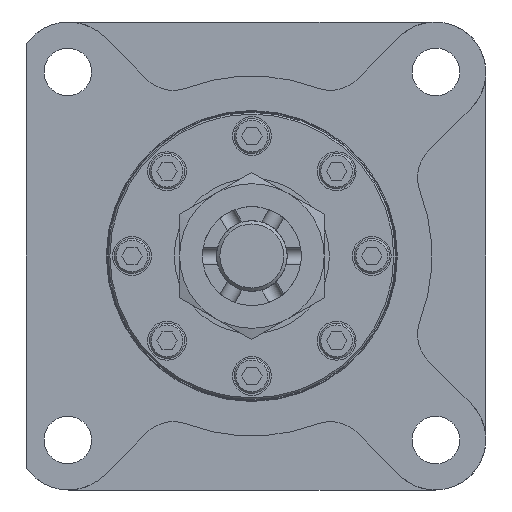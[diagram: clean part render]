
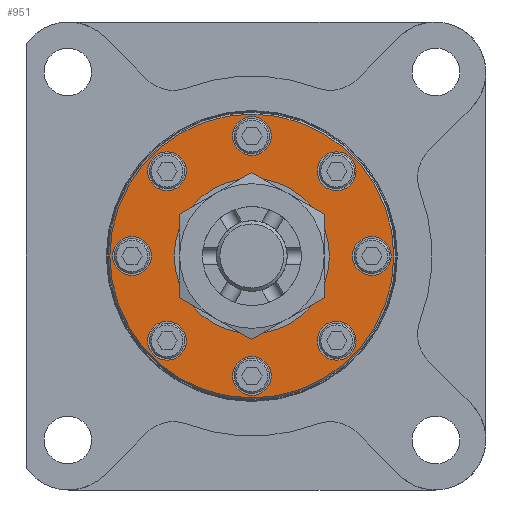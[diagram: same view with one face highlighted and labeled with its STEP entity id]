
A CAD part, left-side view. The second image highlights one B-rep face of the part: STEP entity #951.
In plain terms, the highlighted planar face has unit normal (-1, 0, 0).
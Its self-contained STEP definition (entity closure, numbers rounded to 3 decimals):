
#951 = ADVANCED_FACE( '', ( #2089, #2090, #2091, #2092, #2093, #2094, #2095, #2096, #2097, #2098 ), #2099, .F. );
#2089 = FACE_OUTER_BOUND( '', #3362, .T. );
#2090 = FACE_BOUND( '', #3363, .T. );
#2091 = FACE_BOUND( '', #3364, .T. );
#2092 = FACE_BOUND( '', #3365, .T. );
#2093 = FACE_BOUND( '', #3366, .T. );
#2094 = FACE_BOUND( '', #3367, .T. );
#2095 = FACE_BOUND( '', #3368, .T. );
#2096 = FACE_BOUND( '', #3369, .T. );
#2097 = FACE_BOUND( '', #3370, .T. );
#2098 = FACE_BOUND( '', #3371, .T. );
#2099 = PLANE( '', #3372 );
#3362 = EDGE_LOOP( '', ( #5755 ) );
#3363 = EDGE_LOOP( '', ( #5756 ) );
#3364 = EDGE_LOOP( '', ( #5757 ) );
#3365 = EDGE_LOOP( '', ( #5758 ) );
#3366 = EDGE_LOOP( '', ( #5759 ) );
#3367 = EDGE_LOOP( '', ( #5760 ) );
#3368 = EDGE_LOOP( '', ( #5761 ) );
#3369 = EDGE_LOOP( '', ( #5762 ) );
#3370 = EDGE_LOOP( '', ( #5763 ) );
#3371 = EDGE_LOOP( '', ( #5764 ) );
#3372 = AXIS2_PLACEMENT_3D( '', #5765, #5766, #5767 );
#5755 = ORIENTED_EDGE( '', *, *, #7457, .F. );
#5756 = ORIENTED_EDGE( '', *, *, #7256, .F. );
#5757 = ORIENTED_EDGE( '', *, *, #7271, .T. );
#5758 = ORIENTED_EDGE( '', *, *, #7206, .T. );
#5759 = ORIENTED_EDGE( '', *, *, #7605, .T. );
#5760 = ORIENTED_EDGE( '', *, *, #7606, .T. );
#5761 = ORIENTED_EDGE( '', *, *, #7400, .T. );
#5762 = ORIENTED_EDGE( '', *, *, #6952, .T. );
#5763 = ORIENTED_EDGE( '', *, *, #7121, .T. );
#5764 = ORIENTED_EDGE( '', *, *, #7227, .T. );
#5765 = CARTESIAN_POINT( '', ( 0., 0., 0. ) );
#5766 = DIRECTION( '', ( 1., 0., 0. ) );
#5767 = DIRECTION( '', ( 0., 0., -1. ) );
#6952 = EDGE_CURVE( '', #8231, #8231, #8232, .T. );
#7121 = EDGE_CURVE( '', #8506, #8506, #8507, .T. );
#7206 = EDGE_CURVE( '', #8635, #8635, #8636, .T. );
#7227 = EDGE_CURVE( '', #8668, #8668, #8669, .T. );
#7256 = EDGE_CURVE( '', #8708, #8708, #8709, .F. );
#7271 = EDGE_CURVE( '', #8730, #8730, #8731, .T. );
#7400 = EDGE_CURVE( '', #8910, #8910, #8911, .T. );
#7457 = EDGE_CURVE( '', #8993, #8993, #8994, .T. );
#7605 = EDGE_CURVE( '', #9193, #9193, #9194, .T. );
#7606 = EDGE_CURVE( '', #9195, #9195, #9196, .T. );
#8231 = VERTEX_POINT( '', #10310 );
#8232 = CIRCLE( '', #10311, 5.5 );
#8506 = VERTEX_POINT( '', #10882 );
#8507 = CIRCLE( '', #10883, 5.5 );
#8635 = VERTEX_POINT( '', #11095 );
#8636 = CIRCLE( '', #11096, 5.5 );
#8668 = VERTEX_POINT( '', #11143 );
#8669 = CIRCLE( '', #11144, 5.5 );
#8708 = VERTEX_POINT( '', #11219 );
#8709 = CIRCLE( '', #11220, 5.5 );
#8730 = VERTEX_POINT( '', #11253 );
#8731 = CIRCLE( '', #11254, 17.5 );
#8910 = VERTEX_POINT( '', #11573 );
#8911 = CIRCLE( '', #11574, 5.5 );
#8993 = VERTEX_POINT( '', #11694 );
#8994 = CIRCLE( '', #11695, 40.25 );
#9193 = VERTEX_POINT( '', #12123 );
#9194 = CIRCLE( '', #12124, 5.5 );
#9195 = VERTEX_POINT( '', #12125 );
#9196 = CIRCLE( '', #12126, 5.5 );
#10310 = CARTESIAN_POINT( '', ( 0., 0., -39.5 ) );
#10311 = AXIS2_PLACEMENT_3D( '', #12717, #12718, #12719 );
#10882 = CARTESIAN_POINT( '', ( 0., 24.042, -29.542 ) );
#10883 = AXIS2_PLACEMENT_3D( '', #12901, #12902, #12903 );
#11095 = CARTESIAN_POINT( '', ( 0., 0., 28.5 ) );
#11096 = AXIS2_PLACEMENT_3D( '', #12998, #12999, #13000 );
#11143 = CARTESIAN_POINT( '', ( 0., 24.042, 18.542 ) );
#11144 = AXIS2_PLACEMENT_3D( '', #13022, #13023, #13024 );
#11219 = CARTESIAN_POINT( '', ( 0., 34., -5.5 ) );
#11220 = AXIS2_PLACEMENT_3D( '', #13042, #13043, #13044 );
#11253 = CARTESIAN_POINT( '', ( 0., 0., -17.5 ) );
#11254 = AXIS2_PLACEMENT_3D( '', #13062, #13063, #13064 );
#11573 = CARTESIAN_POINT( '', ( 0., -24.042, -29.542 ) );
#11574 = AXIS2_PLACEMENT_3D( '', #13197, #13198, #13199 );
#11694 = CARTESIAN_POINT( '', ( 0., 0., -40.25 ) );
#11695 = AXIS2_PLACEMENT_3D( '', #13270, #13271, #13272 );
#12123 = CARTESIAN_POINT( '', ( 0., -24.042, 18.542 ) );
#12124 = AXIS2_PLACEMENT_3D( '', #13404, #13405, #13406 );
#12125 = CARTESIAN_POINT( '', ( 0., -34., -5.5 ) );
#12126 = AXIS2_PLACEMENT_3D( '', #13407, #13408, #13409 );
#12717 = CARTESIAN_POINT( '', ( 0., 0., -34. ) );
#12718 = DIRECTION( '', ( 1., 0., 0. ) );
#12719 = DIRECTION( '', ( 0., 0., -1. ) );
#12901 = CARTESIAN_POINT( '', ( 0., 24.042, -24.042 ) );
#12902 = DIRECTION( '', ( 1., 0., 0. ) );
#12903 = DIRECTION( '', ( 0., 0., -1. ) );
#12998 = CARTESIAN_POINT( '', ( 0., 0., 34. ) );
#12999 = DIRECTION( '', ( 1., 0., 0. ) );
#13000 = DIRECTION( '', ( 0., 0., -1. ) );
#13022 = CARTESIAN_POINT( '', ( 0., 24.042, 24.042 ) );
#13023 = DIRECTION( '', ( 1., 0., 0. ) );
#13024 = DIRECTION( '', ( 0., 0., -1. ) );
#13042 = CARTESIAN_POINT( '', ( 0., 34., 0. ) );
#13043 = DIRECTION( '', ( 1., 0., 0. ) );
#13044 = DIRECTION( '', ( 0., 0., -1. ) );
#13062 = CARTESIAN_POINT( '', ( 0., 0., 0. ) );
#13063 = DIRECTION( '', ( 1., 0., 0. ) );
#13064 = DIRECTION( '', ( 0., 0., -1. ) );
#13197 = CARTESIAN_POINT( '', ( 0., -24.042, -24.042 ) );
#13198 = DIRECTION( '', ( 1., 0., 0. ) );
#13199 = DIRECTION( '', ( 0., 0., -1. ) );
#13270 = CARTESIAN_POINT( '', ( 0., 0., 0. ) );
#13271 = DIRECTION( '', ( 1., 0., 0. ) );
#13272 = DIRECTION( '', ( 0., 0., -1. ) );
#13404 = CARTESIAN_POINT( '', ( 0., -24.042, 24.042 ) );
#13405 = DIRECTION( '', ( 1., 0., 0. ) );
#13406 = DIRECTION( '', ( 0., 0., -1. ) );
#13407 = CARTESIAN_POINT( '', ( 0., -34., 0. ) );
#13408 = DIRECTION( '', ( 1., 0., 0. ) );
#13409 = DIRECTION( '', ( 0., 0., -1. ) );
